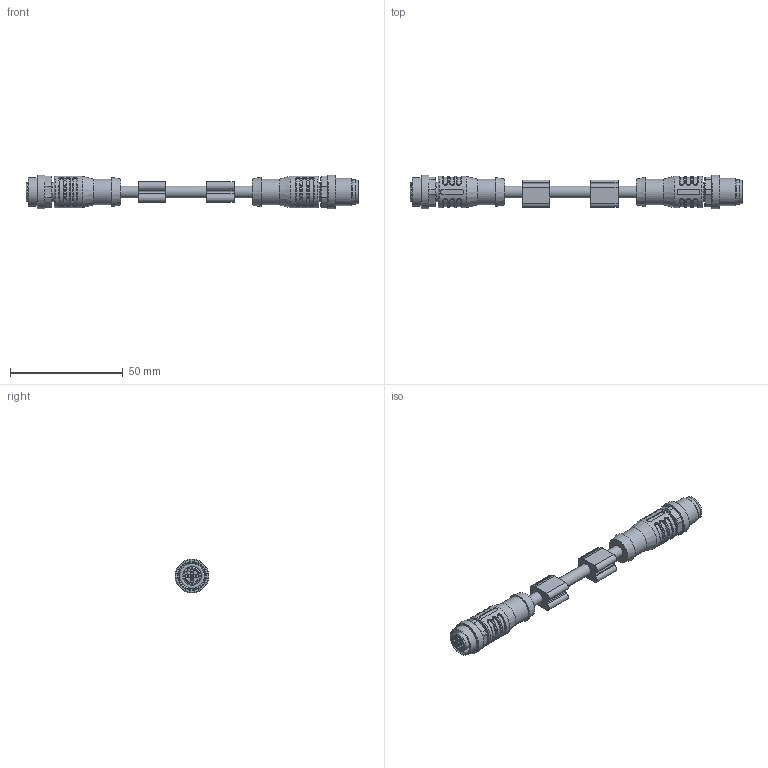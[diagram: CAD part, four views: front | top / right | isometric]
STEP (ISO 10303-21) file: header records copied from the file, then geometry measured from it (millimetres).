
FILE_DESCRIPTION(/* description */ (''),/* implementation_level */ '2;1');
FILE_NAME(/* name */ 'CD-WAK5-m-CD-WAS5.stp',/* time_stamp */ '2018-09-14T14:46:26+02:00',/* author */ ('ESCHA GmbH & Co. KG'),/* organization */ ('ESCHA GmbH & Co. KG'),/* preprocessor_version */ 'ST-DEVELOPER v16',/* originating_system */ 'SIEMENS PLM Software NX 10.0',/* authorisation */ '');
FILE_SCHEMA (('AUTOMOTIVE_DESIGN { 1 0 10303 214 3 1 1 1 }'));
Length unit declared in the file: millimetre
Products named in the file (1): CD-WAK5-m-CD-WAS5_stp
Bounding box: 147 x 15 x 15 mm (x, y, z)
Surface area: 7348.7 mm2 (no closed solid volume)
Topology: 0 solids, 1 shells, 596 faces, 1482 edges, 942 vertices
Faces by surface type: plane 199, cylinder 179, torus 66, extrusion 64, bspline 54, cone 29, sphere 5
Full cylindrical faces by diameter (mm): 1 x5, 1.15 x5, 2 x1, 5.2 x3, 8.3 x1, 8.7 x2, 10.5 x1, 10.8 x1, 10.95 x1, 11.5 x2, 12 x1, 12.3 x1, 12.8 x1, 14 x2, 15 x2
Entity records: 20168 total; most frequent: CARTESIAN_POINT 6745, ORIENTED_EDGE 2780, DIRECTION 2658, EDGE_CURVE 1390, AXIS2_PLACEMENT_3D 1007, VERTEX_POINT 908, EDGE_LOOP 708, VECTOR 644
